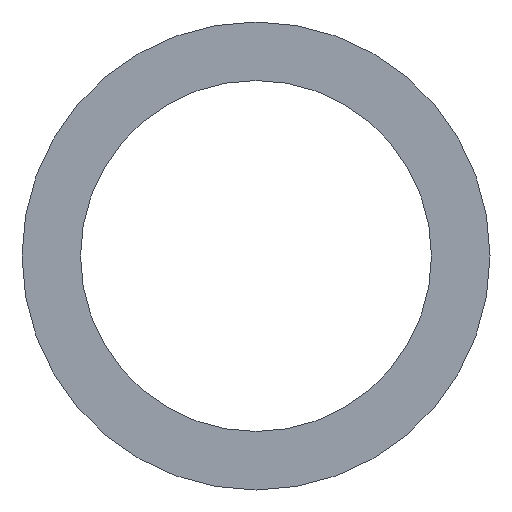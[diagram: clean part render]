
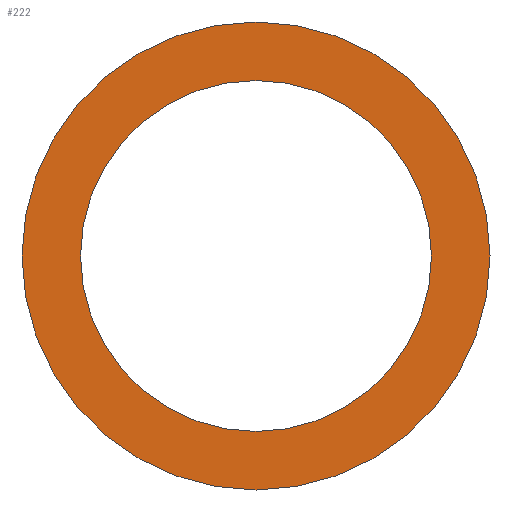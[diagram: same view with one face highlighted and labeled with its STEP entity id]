
A CAD part, front view. The second image highlights one B-rep face of the part: STEP entity #222.
In plain terms, the highlighted planar face has unit normal (0, -1, 0).
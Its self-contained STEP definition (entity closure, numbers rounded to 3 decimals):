
#3 = DIRECTION ( 'NONE',  ( 0., 1., 0. ) ) ;
#16 = AXIS2_PLACEMENT_3D ( 'NONE', #91, #223, #51 ) ;
#18 = ORIENTED_EDGE ( 'NONE', *, *, #191, .T. ) ;
#23 = CARTESIAN_POINT ( 'NONE',  ( 0., -355., 0. ) ) ;
#25 = ORIENTED_EDGE ( 'NONE', *, *, #105, .T. ) ;
#28 = ORIENTED_EDGE ( 'NONE', *, *, #77, .F. ) ;
#40 = VERTEX_POINT ( 'NONE', #127 ) ;
#41 = CIRCLE ( 'NONE', #46, 4. ) ;
#46 = AXIS2_PLACEMENT_3D ( 'NONE', #49, #159, #62 ) ;
#48 = CARTESIAN_POINT ( 'NONE',  ( 0., -355., 0. ) ) ;
#49 = CARTESIAN_POINT ( 'NONE',  ( 0., -355., 0. ) ) ;
#51 = DIRECTION ( 'NONE',  ( 0., 0., 1. ) ) ;
#55 = EDGE_CURVE ( 'NONE', #40, #209, #41, .T. ) ;
#62 = DIRECTION ( 'NONE',  ( 0., 0., 1. ) ) ;
#68 = FACE_BOUND ( 'NONE', #73, .T. ) ;
#73 = EDGE_LOOP ( 'NONE', ( #18, #25 ) ) ;
#77 = EDGE_CURVE ( 'NONE', #209, #40, #93, .T. ) ;
#85 = DIRECTION ( 'NONE',  ( 0., 0., 1. ) ) ;
#86 = CARTESIAN_POINT ( 'NONE',  ( 0., -355., 3. ) ) ;
#87 = AXIS2_PLACEMENT_3D ( 'NONE', #48, #108, #229 ) ;
#90 = FACE_OUTER_BOUND ( 'NONE', #186, .T. ) ;
#91 = CARTESIAN_POINT ( 'NONE',  ( 0., -355., 0. ) ) ;
#93 = CIRCLE ( 'NONE', #87, 4. ) ;
#97 = AXIS2_PLACEMENT_3D ( 'NONE', #109, #202, #111 ) ;
#104 = CARTESIAN_POINT ( 'NONE',  ( 0., -355., -3. ) ) ;
#105 = EDGE_CURVE ( 'NONE', #126, #116, #183, .T. ) ;
#108 = DIRECTION ( 'NONE',  ( 0., 1., 0. ) ) ;
#109 = CARTESIAN_POINT ( 'NONE',  ( 0., -355., 0. ) ) ;
#111 = DIRECTION ( 'NONE',  ( 0., 0., 1. ) ) ;
#116 = VERTEX_POINT ( 'NONE', #86 ) ;
#126 = VERTEX_POINT ( 'NONE', #104 ) ;
#127 = CARTESIAN_POINT ( 'NONE',  ( 0., -355., 4. ) ) ;
#148 = AXIS2_PLACEMENT_3D ( 'NONE', #23, #3, #85 ) ;
#158 = ORIENTED_EDGE ( 'NONE', *, *, #55, .F. ) ;
#159 = DIRECTION ( 'NONE',  ( 0., 1., 0. ) ) ;
#183 = CIRCLE ( 'NONE', #148, 3. ) ;
#186 = EDGE_LOOP ( 'NONE', ( #158, #28 ) ) ;
#191 = EDGE_CURVE ( 'NONE', #116, #126, #238, .T. ) ;
#202 = DIRECTION ( 'NONE',  ( 0., 1., 0. ) ) ;
#203 = CARTESIAN_POINT ( 'NONE',  ( 0., -355., -4. ) ) ;
#209 = VERTEX_POINT ( 'NONE', #203 ) ;
#220 = PLANE ( 'NONE',  #97 ) ;
#222 = ADVANCED_FACE ( 'NONE', ( #68, #90 ), #220, .F. ) ;
#223 = DIRECTION ( 'NONE',  ( 0., 1., 0. ) ) ;
#229 = DIRECTION ( 'NONE',  ( 0., 0., 1. ) ) ;
#238 = CIRCLE ( 'NONE', #16, 3. ) ;
